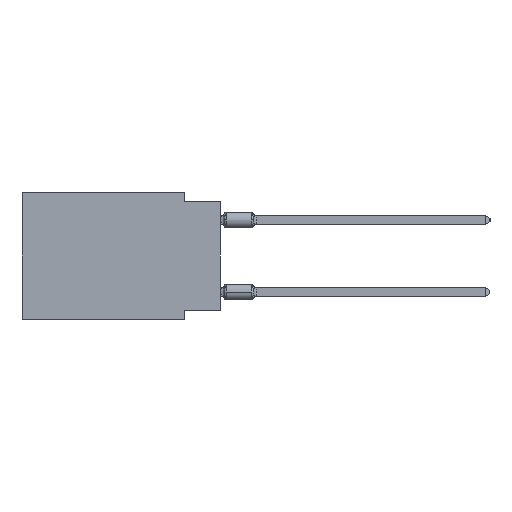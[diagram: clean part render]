
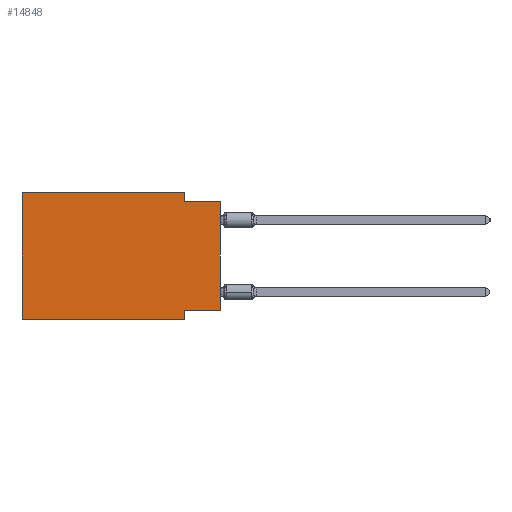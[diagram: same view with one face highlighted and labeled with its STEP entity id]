
A CAD part, left-side view. The second image highlights one B-rep face of the part: STEP entity #14848.
In plain terms, the highlighted planar face has unit normal (-1, 0, 0).
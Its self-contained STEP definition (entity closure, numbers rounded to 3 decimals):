
#715 = EDGE_CURVE ( 'NONE', #37728, #34943, #39516, .T. ) ;
#770 = ORIENTED_EDGE ( 'NONE', *, *, #10403, .F. ) ;
#1305 = DIRECTION ( 'NONE',  ( 1., 0., 0. ) ) ;
#1401 = VECTOR ( 'NONE', #22205, 1000. ) ;
#1791 = CARTESIAN_POINT ( 'NONE',  ( 0., 2.54, -8.89 ) ) ;
#2167 = VECTOR ( 'NONE', #16099, 1000. ) ;
#3188 = ORIENTED_EDGE ( 'NONE', *, *, #7175, .T. ) ;
#6609 = CARTESIAN_POINT ( 'NONE',  ( 0., 13.97, 0. ) ) ;
#6670 = VECTOR ( 'NONE', #29111, 1000. ) ;
#7175 = EDGE_CURVE ( 'NONE', #22429, #12275, #14569, .T. ) ;
#7185 = LINE ( 'NONE', #10169, #39249 ) ;
#7567 = DIRECTION ( 'NONE',  ( 0., -1., 0. ) ) ;
#7914 = FACE_OUTER_BOUND ( 'NONE', #24805, .T. ) ;
#8422 = VECTOR ( 'NONE', #7567, 1000. ) ;
#10016 = ORIENTED_EDGE ( 'NONE', *, *, #715, .F. ) ;
#10169 = CARTESIAN_POINT ( 'NONE',  ( 0., 13.97, 0. ) ) ;
#10403 = EDGE_CURVE ( 'NONE', #40994, #35332, #7185, .T. ) ;
#12082 = VERTEX_POINT ( 'NONE', #23302 ) ;
#12275 = VERTEX_POINT ( 'NONE', #1791 ) ;
#13974 = AXIS2_PLACEMENT_3D ( 'NONE', #24081, #1305, #20874 ) ;
#14017 = CARTESIAN_POINT ( 'NONE',  ( 0., 0., 0. ) ) ;
#14569 = LINE ( 'NONE', #40910, #8422 ) ;
#14848 = ADVANCED_FACE ( 'NONE', ( #7914 ), #39791, .F. ) ;
#16099 = DIRECTION ( 'NONE',  ( 0., 0., -1. ) ) ;
#17010 = ORIENTED_EDGE ( 'NONE', *, *, #26502, .F. ) ;
#17947 = VECTOR ( 'NONE', #24565, 1000. ) ;
#19307 = LINE ( 'NONE', #32677, #2167 ) ;
#20874 = DIRECTION ( 'NONE',  ( 0., 0., -1. ) ) ;
#21420 = CARTESIAN_POINT ( 'NONE',  ( 0., 0., -0.635 ) ) ;
#22205 = DIRECTION ( 'NONE',  ( 0., -1., 0. ) ) ;
#22374 = EDGE_CURVE ( 'NONE', #37728, #41764, #30184, .T. ) ;
#22429 = VERTEX_POINT ( 'NONE', #33781 ) ;
#22676 = LINE ( 'NONE', #38197, #31219 ) ;
#23302 = CARTESIAN_POINT ( 'NONE',  ( 0., 2.54, -0.635 ) ) ;
#24081 = CARTESIAN_POINT ( 'NONE',  ( 0., 13.97, 0. ) ) ;
#24565 = DIRECTION ( 'NONE',  ( 0., 0., 1. ) ) ;
#24805 = EDGE_LOOP ( 'NONE', ( #40982, #32552, #33975, #770, #17010, #3188, #32528, #10016 ) ) ;
#24826 = CARTESIAN_POINT ( 'NONE',  ( 0., 2.54, -8.255 ) ) ;
#25413 = LINE ( 'NONE', #38364, #1401 ) ;
#26502 = EDGE_CURVE ( 'NONE', #22429, #40994, #30298, .T. ) ;
#27180 = CARTESIAN_POINT ( 'NONE',  ( 0., 0., -8.255 ) ) ;
#28889 = DIRECTION ( 'NONE',  ( 0., -1., 0. ) ) ;
#29111 = DIRECTION ( 'NONE',  ( 0., 1., 0. ) ) ;
#30184 = LINE ( 'NONE', #14017, #36750 ) ;
#30298 = LINE ( 'NONE', #34134, #17947 ) ;
#31219 = VECTOR ( 'NONE', #31607, 1000. ) ;
#31362 = CARTESIAN_POINT ( 'NONE',  ( 0., 2.54, 0. ) ) ;
#31607 = DIRECTION ( 'NONE',  ( 0., 0., -1. ) ) ;
#32528 = ORIENTED_EDGE ( 'NONE', *, *, #38026, .F. ) ;
#32552 = ORIENTED_EDGE ( 'NONE', *, *, #35331, .F. ) ;
#32677 = CARTESIAN_POINT ( 'NONE',  ( 0., 2.54, -8.89 ) ) ;
#33781 = CARTESIAN_POINT ( 'NONE',  ( 0., 13.97, -8.89 ) ) ;
#33975 = ORIENTED_EDGE ( 'NONE', *, *, #41820, .F. ) ;
#34134 = CARTESIAN_POINT ( 'NONE',  ( 0., 13.97, 0. ) ) ;
#34943 = VERTEX_POINT ( 'NONE', #24826 ) ;
#35331 = EDGE_CURVE ( 'NONE', #12082, #41764, #25413, .T. ) ;
#35332 = VERTEX_POINT ( 'NONE', #31362 ) ;
#36750 = VECTOR ( 'NONE', #39933, 1000. ) ;
#37728 = VERTEX_POINT ( 'NONE', #27180 ) ;
#38026 = EDGE_CURVE ( 'NONE', #34943, #12275, #19307, .T. ) ;
#38197 = CARTESIAN_POINT ( 'NONE',  ( 0., 2.54, 0. ) ) ;
#38364 = CARTESIAN_POINT ( 'NONE',  ( 0., 0., -0.635 ) ) ;
#39089 = CARTESIAN_POINT ( 'NONE',  ( 0., 0., -8.255 ) ) ;
#39249 = VECTOR ( 'NONE', #28889, 1000. ) ;
#39516 = LINE ( 'NONE', #39089, #6670 ) ;
#39791 = PLANE ( 'NONE',  #13974 ) ;
#39933 = DIRECTION ( 'NONE',  ( 0., 0., 1. ) ) ;
#40910 = CARTESIAN_POINT ( 'NONE',  ( 0., 13.97, -8.89 ) ) ;
#40982 = ORIENTED_EDGE ( 'NONE', *, *, #22374, .T. ) ;
#40994 = VERTEX_POINT ( 'NONE', #6609 ) ;
#41764 = VERTEX_POINT ( 'NONE', #21420 ) ;
#41820 = EDGE_CURVE ( 'NONE', #35332, #12082, #22676, .T. ) ;
